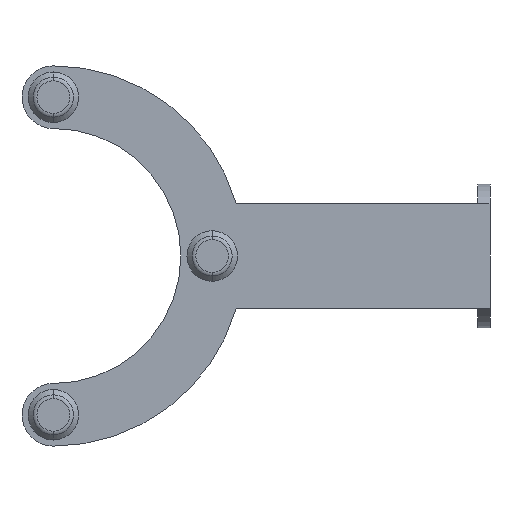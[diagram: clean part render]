
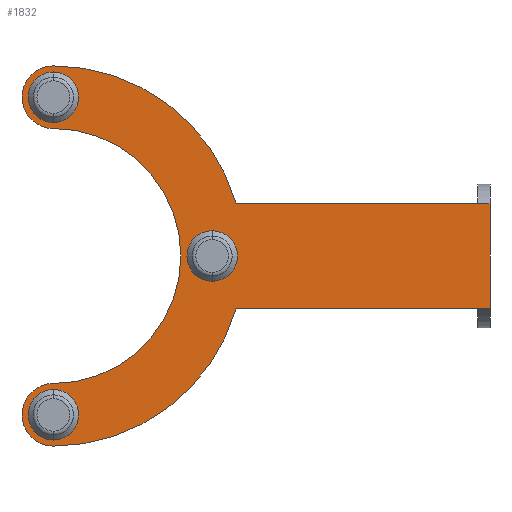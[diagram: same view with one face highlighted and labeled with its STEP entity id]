
A CAD part, front view. The second image highlights one B-rep face of the part: STEP entity #1832.
In plain terms, the highlighted planar face has unit normal (0, -1, 0).
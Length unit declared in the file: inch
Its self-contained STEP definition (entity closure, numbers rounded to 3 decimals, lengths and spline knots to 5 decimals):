
#20 = CARTESIAN_POINT ( 'NONE',  ( 0., 0., 3.39656 ) ) ;
#37 = CARTESIAN_POINT ( 'NONE',  ( 0., 0., -3.04223 ) ) ;
#39 = CIRCLE ( 'NONE', #589, 3.64223 ) ;
#49 = CARTESIAN_POINT ( 'NONE',  ( 0., 0., 3.04223 ) ) ;
#82 = DIRECTION ( 'NONE',  ( 0., 0., 1. ) ) ;
#104 = DIRECTION ( 'NONE',  ( 0., 0., 1. ) ) ;
#109 = ORIENTED_EDGE ( 'NONE', *, *, #1599, .T. ) ;
#110 = DIRECTION ( 'NONE',  ( 0., -1., 0. ) ) ;
#119 = VERTEX_POINT ( 'NONE', #3023 ) ;
#123 = AXIS2_PLACEMENT_3D ( 'NONE', #2410, #803, #1462 ) ;
#128 = CARTESIAN_POINT ( 'NONE',  ( 0., 0., 0. ) ) ;
#158 = VERTEX_POINT ( 'NONE', #177 ) ;
#168 = DIRECTION ( 'NONE',  ( 0., 0., 1. ) ) ;
#177 = CARTESIAN_POINT ( 'NONE',  ( 3.04223, 0., 0.35433 ) ) ;
#242 = VERTEX_POINT ( 'NONE', #20 ) ;
#266 = EDGE_CURVE ( 'NONE', #2300, #158, #2995, .T. ) ;
#280 = CARTESIAN_POINT ( 'NONE',  ( 0., 0., -2.44223 ) ) ;
#385 = FACE_BOUND ( 'NONE', #2109, .T. ) ;
#401 = CARTESIAN_POINT ( 'NONE',  ( 0., 0., 0. ) ) ;
#407 = DIRECTION ( 'NONE',  ( 1., 0., 0. ) ) ;
#479 = VERTEX_POINT ( 'NONE', #982 ) ;
#589 = AXIS2_PLACEMENT_3D ( 'NONE', #401, #2353, #168 ) ;
#600 = DIRECTION ( 'NONE',  ( 0., -1., 0. ) ) ;
#603 = VERTEX_POINT ( 'NONE', #1516 ) ;
#673 = CARTESIAN_POINT ( 'NONE',  ( 3.04223, 0., -0.35433 ) ) ;
#693 = DIRECTION ( 'NONE',  ( 0., 0., -1. ) ) ;
#722 = ORIENTED_EDGE ( 'NONE', *, *, #1276, .F. ) ;
#747 = EDGE_CURVE ( 'NONE', #158, #2300, #2736, .T. ) ;
#748 = CARTESIAN_POINT ( 'NONE',  ( 0., 0., -3.39656 ) ) ;
#751 = EDGE_CURVE ( 'NONE', #119, #2040, #3104, .T. ) ;
#765 = AXIS2_PLACEMENT_3D ( 'NONE', #1778, #795, #104 ) ;
#792 = AXIS2_PLACEMENT_3D ( 'NONE', #128, #1559, #1330 ) ;
#795 = DIRECTION ( 'NONE',  ( 0., 1., 0. ) ) ;
#800 = FACE_BOUND ( 'NONE', #2366, .T. ) ;
#803 = DIRECTION ( 'NONE',  ( 0., -1., 0. ) ) ;
#842 = CARTESIAN_POINT ( 'NONE',  ( 0., 0., 2.6879 ) ) ;
#847 = CARTESIAN_POINT ( 'NONE',  ( 0., 0., 3.04223 ) ) ;
#955 = LINE ( 'NONE', #2408, #1252 ) ;
#982 = CARTESIAN_POINT ( 'NONE',  ( 0., 0., 3.64223 ) ) ;
#1074 = EDGE_CURVE ( 'NONE', #119, #603, #1851, .T. ) ;
#1174 = CIRCLE ( 'NONE', #2549, 0.35433 ) ;
#1180 = EDGE_CURVE ( 'NONE', #2998, #603, #955, .T. ) ;
#1198 = VECTOR ( 'NONE', #407, 39.37008 ) ;
#1251 = VERTEX_POINT ( 'NONE', #280 ) ;
#1252 = VECTOR ( 'NONE', #693, 39.37008 ) ;
#1276 = EDGE_CURVE ( 'NONE', #242, #2628, #2715, .T. ) ;
#1291 = DIRECTION ( 'NONE',  ( 0., 0., 1. ) ) ;
#1298 = ORIENTED_EDGE ( 'NONE', *, *, #747, .F. ) ;
#1330 = DIRECTION ( 'NONE',  ( 0., 0., 1. ) ) ;
#1337 = EDGE_CURVE ( 'NONE', #3030, #2349, #1560, .T. ) ;
#1342 = PLANE ( 'NONE',  #2765 ) ;
#1367 = DIRECTION ( 'NONE',  ( 0., 0., 1. ) ) ;
#1393 = EDGE_CURVE ( 'NONE', #1748, #1251, #2422, .T. ) ;
#1437 = ORIENTED_EDGE ( 'NONE', *, *, #1393, .T. ) ;
#1454 = AXIS2_PLACEMENT_3D ( 'NONE', #1523, #2261, #82 ) ;
#1462 = DIRECTION ( 'NONE',  ( 0., 0., 1. ) ) ;
#1482 = CIRCLE ( 'NONE', #2741, 0.35433 ) ;
#1515 = EDGE_CURVE ( 'NONE', #2669, #2998, #2770, .T. ) ;
#1516 = CARTESIAN_POINT ( 'NONE',  ( 8.36376, 0., -1. ) ) ;
#1523 = CARTESIAN_POINT ( 'NONE',  ( 0., 0., -3.04223 ) ) ;
#1528 = CARTESIAN_POINT ( 'NONE',  ( 8.36376, 0., 1. ) ) ;
#1547 = EDGE_LOOP ( 'NONE', ( #1975, #1298 ) ) ;
#1559 = DIRECTION ( 'NONE',  ( 0., 1., 0. ) ) ;
#1560 = CIRCLE ( 'NONE', #1454, 0.35433 ) ;
#1582 = DIRECTION ( 'NONE',  ( 0., 0., 1. ) ) ;
#1599 = EDGE_CURVE ( 'NONE', #479, #1748, #2575, .T. ) ;
#1618 = CARTESIAN_POINT ( 'NONE',  ( 3.50227, 0., 1. ) ) ;
#1722 = AXIS2_PLACEMENT_3D ( 'NONE', #2617, #2647, #2157 ) ;
#1725 = DIRECTION ( 'NONE',  ( 0., -1., 0. ) ) ;
#1744 = DIRECTION ( 'NONE',  ( 0., 0., 1. ) ) ;
#1748 = VERTEX_POINT ( 'NONE', #2954 ) ;
#1757 = AXIS2_PLACEMENT_3D ( 'NONE', #2580, #2822, #1367 ) ;
#1758 = DIRECTION ( 'NONE',  ( 0., -1., 0. ) ) ;
#1778 = CARTESIAN_POINT ( 'NONE',  ( 0., 0., -3.04223 ) ) ;
#1832 = ADVANCED_FACE ( 'NONE', ( #800, #385, #2539, #3013 ), #1342, .T. ) ;
#1851 = LINE ( 'NONE', #2544, #1198 ) ;
#1863 = CARTESIAN_POINT ( 'NONE',  ( 3.50227, 0., 1. ) ) ;
#1953 = EDGE_CURVE ( 'NONE', #479, #2669, #39, .T. ) ;
#1961 = ORIENTED_EDGE ( 'NONE', *, *, #1953, .F. ) ;
#1968 = ORIENTED_EDGE ( 'NONE', *, *, #2970, .F. ) ;
#1971 = VECTOR ( 'NONE', #2293, 39.37008 ) ;
#1975 = ORIENTED_EDGE ( 'NONE', *, *, #266, .F. ) ;
#2000 = CIRCLE ( 'NONE', #765, 0.6 ) ;
#2040 = VERTEX_POINT ( 'NONE', #3102 ) ;
#2109 = EDGE_LOOP ( 'NONE', ( #1968, #722 ) ) ;
#2145 = ORIENTED_EDGE ( 'NONE', *, *, #1074, .T. ) ;
#2157 = DIRECTION ( 'NONE',  ( 0., 0., -1. ) ) ;
#2162 = AXIS2_PLACEMENT_3D ( 'NONE', #2805, #600, #1582 ) ;
#2261 = DIRECTION ( 'NONE',  ( 0., -1., 0. ) ) ;
#2264 = CARTESIAN_POINT ( 'NONE',  ( 0., 0., -2.6879 ) ) ;
#2272 = DIRECTION ( 'NONE',  ( 0., 0., -1. ) ) ;
#2283 = DIRECTION ( 'NONE',  ( 0., -1., 0. ) ) ;
#2284 = EDGE_LOOP ( 'NONE', ( #109, #1437, #2590, #2373, #2145, #2673, #2619, #1961 ) ) ;
#2293 = DIRECTION ( 'NONE',  ( 1., 0., 0. ) ) ;
#2300 = VERTEX_POINT ( 'NONE', #673 ) ;
#2349 = VERTEX_POINT ( 'NONE', #748 ) ;
#2353 = DIRECTION ( 'NONE',  ( 0., 1., 0. ) ) ;
#2366 = EDGE_LOOP ( 'NONE', ( #2683, #2953 ) ) ;
#2373 = ORIENTED_EDGE ( 'NONE', *, *, #751, .F. ) ;
#2408 = CARTESIAN_POINT ( 'NONE',  ( 8.36376, 0., 1. ) ) ;
#2410 = CARTESIAN_POINT ( 'NONE',  ( 3.04223, 0., 0. ) ) ;
#2422 = CIRCLE ( 'NONE', #792, 2.44223 ) ;
#2539 = FACE_BOUND ( 'NONE', #1547, .T. ) ;
#2544 = CARTESIAN_POINT ( 'NONE',  ( 3.50227, 0., -1. ) ) ;
#2549 = AXIS2_PLACEMENT_3D ( 'NONE', #2948, #2283, #1291 ) ;
#2575 = CIRCLE ( 'NONE', #1722, 0.6 ) ;
#2580 = CARTESIAN_POINT ( 'NONE',  ( 0., 0., 0. ) ) ;
#2590 = ORIENTED_EDGE ( 'NONE', *, *, #2877, .F. ) ;
#2617 = CARTESIAN_POINT ( 'NONE',  ( 0., 0., 3.04223 ) ) ;
#2619 = ORIENTED_EDGE ( 'NONE', *, *, #1515, .F. ) ;
#2628 = VERTEX_POINT ( 'NONE', #842 ) ;
#2647 = DIRECTION ( 'NONE',  ( 0., -1., 0. ) ) ;
#2669 = VERTEX_POINT ( 'NONE', #1618 ) ;
#2673 = ORIENTED_EDGE ( 'NONE', *, *, #1180, .F. ) ;
#2683 = ORIENTED_EDGE ( 'NONE', *, *, #3003, .F. ) ;
#2695 = DIRECTION ( 'NONE',  ( 0., 0., 1. ) ) ;
#2715 = CIRCLE ( 'NONE', #2864, 0.35433 ) ;
#2736 = CIRCLE ( 'NONE', #2162, 0.35433 ) ;
#2741 = AXIS2_PLACEMENT_3D ( 'NONE', #37, #1758, #1744 ) ;
#2765 = AXIS2_PLACEMENT_3D ( 'NONE', #847, #110, #2272 ) ;
#2770 = LINE ( 'NONE', #1863, #1971 ) ;
#2805 = CARTESIAN_POINT ( 'NONE',  ( 3.04223, 0., 0. ) ) ;
#2822 = DIRECTION ( 'NONE',  ( 0., 1., 0. ) ) ;
#2864 = AXIS2_PLACEMENT_3D ( 'NONE', #49, #1725, #2695 ) ;
#2877 = EDGE_CURVE ( 'NONE', #2040, #1251, #2000, .T. ) ;
#2948 = CARTESIAN_POINT ( 'NONE',  ( 0., 0., 3.04223 ) ) ;
#2953 = ORIENTED_EDGE ( 'NONE', *, *, #1337, .F. ) ;
#2954 = CARTESIAN_POINT ( 'NONE',  ( 0., 0., 2.44223 ) ) ;
#2970 = EDGE_CURVE ( 'NONE', #2628, #242, #1174, .T. ) ;
#2995 = CIRCLE ( 'NONE', #123, 0.35433 ) ;
#2998 = VERTEX_POINT ( 'NONE', #1528 ) ;
#3003 = EDGE_CURVE ( 'NONE', #2349, #3030, #1482, .T. ) ;
#3013 = FACE_OUTER_BOUND ( 'NONE', #2284, .T. ) ;
#3023 = CARTESIAN_POINT ( 'NONE',  ( 3.50227, 0., -1. ) ) ;
#3030 = VERTEX_POINT ( 'NONE', #2264 ) ;
#3102 = CARTESIAN_POINT ( 'NONE',  ( 0., 0., -3.64223 ) ) ;
#3104 = CIRCLE ( 'NONE', #1757, 3.64223 ) ;
